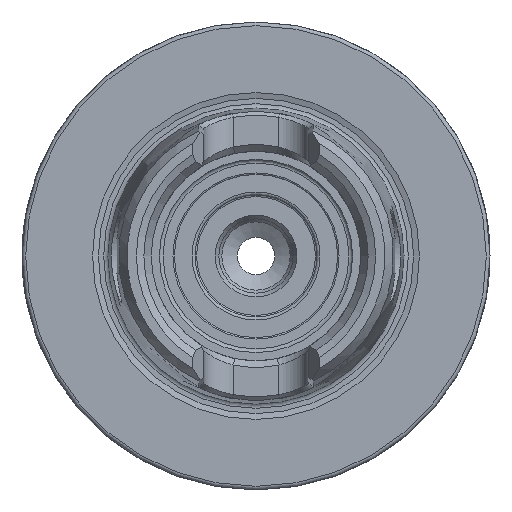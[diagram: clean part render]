
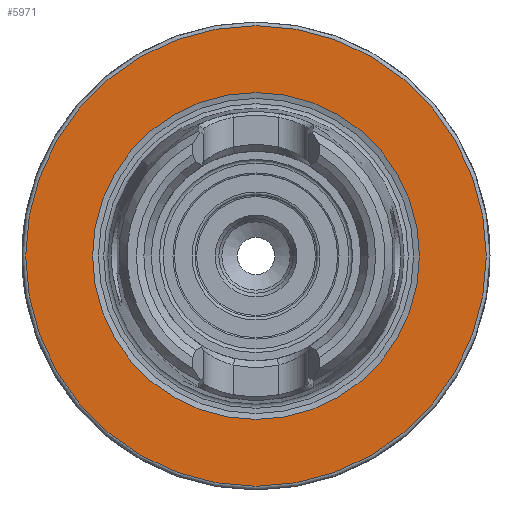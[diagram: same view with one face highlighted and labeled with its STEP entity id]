
A CAD part, left-side view. The second image highlights one B-rep face of the part: STEP entity #5971.
In plain terms, the highlighted planar face has unit normal (-1, 0, 0).
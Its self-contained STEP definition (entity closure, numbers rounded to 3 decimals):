
#5937=CARTESIAN_POINT('',(0.0,22.,0.0));
#5938=VERTEX_POINT('',#5937);
#5939=CARTESIAN_POINT('',(0.0,0.,0.0));
#5940=DIRECTION('',(1.0,0.0,0.0));
#5941=DIRECTION('',(0.0,1.0,0.0));
#5942=AXIS2_PLACEMENT_3D('',#5939,#5940,#5941);
#5943=CIRCLE('',#5942,22.);
#5944=EDGE_CURVE('',#5938,#5938,#5943,.T.);
#5952=CARTESIAN_POINT('',(0.0,26.5,0.0));
#5953=DIRECTION('',(-1.0,0.0,0.0));
#5954=DIRECTION('',(0.0,0.0,1.0));
#5955=AXIS2_PLACEMENT_3D('',#5952,#5953,#5954);
#5956=PLANE('',#5955);
#5957=CARTESIAN_POINT('',(0.0,31.,0.0));
#5958=VERTEX_POINT('',#5957);
#5959=CARTESIAN_POINT('',(0.0,0.,0.0));
#5960=DIRECTION('',(1.0,0.0,0.0));
#5961=DIRECTION('',(0.0,1.0,0.0));
#5962=AXIS2_PLACEMENT_3D('',#5959,#5960,#5961);
#5963=CIRCLE('',#5962,31.);
#5964=EDGE_CURVE('',#5958,#5958,#5963,.T.);
#5965=ORIENTED_EDGE('',*,*,#5964,.F.);
#5966=EDGE_LOOP('',(#5965));
#5967=FACE_OUTER_BOUND('',#5966,.T.);
#5968=ORIENTED_EDGE('',*,*,#5944,.T.);
#5969=EDGE_LOOP('',(#5968));
#5970=FACE_BOUND('',#5969,.T.);
#5971=ADVANCED_FACE('',(#5967,#5970),#5956,.T.);
